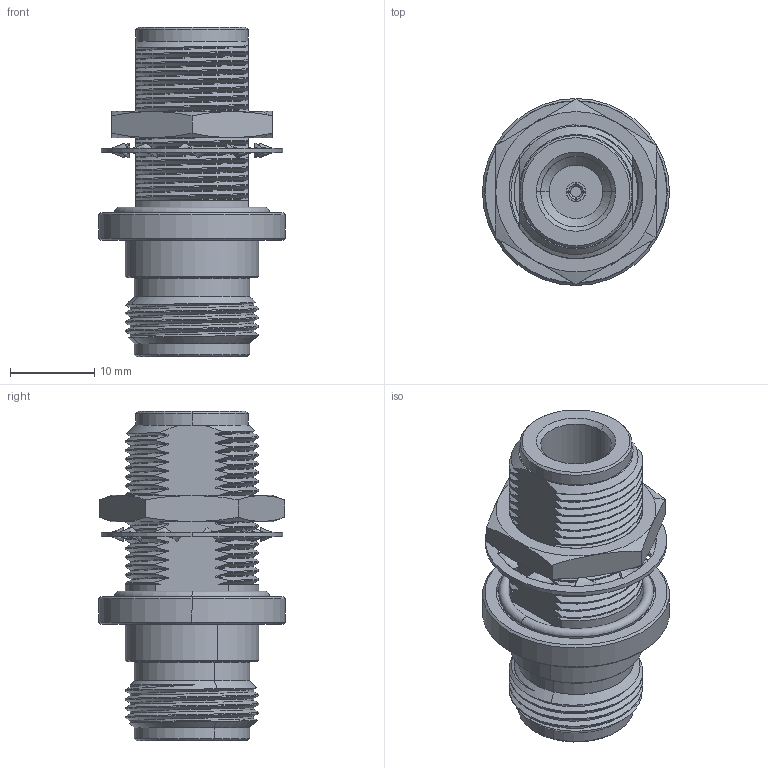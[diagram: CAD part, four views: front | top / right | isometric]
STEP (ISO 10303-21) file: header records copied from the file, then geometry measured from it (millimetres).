
FILE_DESCRIPTION (( 'STEP AP203' ), '1' );
FILE_NAME ('SM4031.step', '2018-09-17T20:43:32', ( '' ), ( '' ), 'SwSTEP 2.0', 'SolidWorks 2017', '' );
FILE_SCHEMA (( 'CONFIG_CONTROL_DESIGN' ));
Products named in the file (1): SM4031
Bounding box: 22.2 x 22.2 x 39.12 mm (x, y, z)
Volume: 6580.8 mm3; surface area: 5491.5 mm2
Topology: 4 solids, 5 shells, 391 faces, 1105 edges, 733 vertices
Faces by surface type: bspline 157, cylinder 105, plane 72, cone 51, torus 6
Entity records: 82605 total; most frequent: CARTESIAN_POINT 74315, ORIENTED_EDGE 2210, DIRECTION 1132, EDGE_CURVE 1105, VERTEX_POINT 733, AXIS2_PLACEMENT_3D 437, EDGE_LOOP 406, ADVANCED_FACE 391
